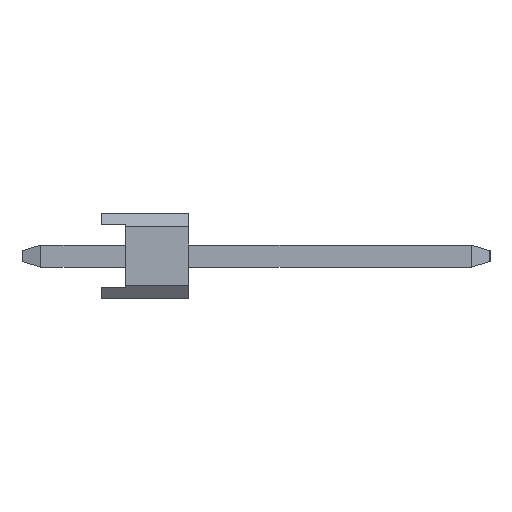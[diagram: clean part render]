
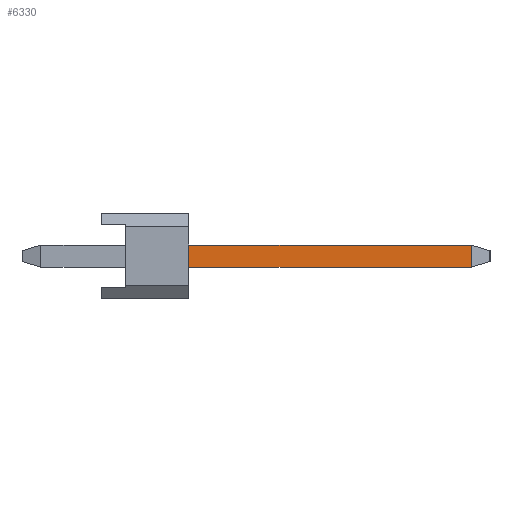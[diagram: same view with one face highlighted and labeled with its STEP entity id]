
A CAD part, left-side view. The second image highlights one B-rep face of the part: STEP entity #6330.
In plain terms, the highlighted planar face has unit normal (-1, 0, 0).
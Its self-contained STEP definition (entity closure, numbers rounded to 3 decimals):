
#3810=EDGE_CURVE('',#6804,#7146,#10056,.T.);
#4464=EDGE_CURVE('',#7146,#4852,#10778,.T.);
#4852=VERTEX_POINT('',#11203);
#5470=EDGE_CURVE('',#4852,#9150,#11874,.T.);
#6330=ADVANCED_FACE('',(#12810),#12811,.T.);
#6804=VERTEX_POINT('',#13334);
#7146=VERTEX_POINT('',#13725);
#9150=VERTEX_POINT('',#15938);
#9180=EDGE_CURVE('',#9150,#6804,#15972,.T.);
#10056=LINE('',#17188,#17189);
#10778=LINE('',#18248,#18249);
#11203=CARTESIAN_POINT('',(-24.45,-2.54,0.32));
#11874=LINE('',#19850,#19851);
#12810=FACE_OUTER_BOUND('',#21195,.T.);
#12811=PLANE('',#21196);
#13334=CARTESIAN_POINT('',(-24.45,-10.744,-0.32));
#13725=CARTESIAN_POINT('',(-24.45,-2.54,-0.32));
#15938=CARTESIAN_POINT('',(-24.45,-10.744,0.32));
#15972=LINE('',#25752,#25753);
#17188=CARTESIAN_POINT('',(-24.45,1.764,-0.32));
#17189=VECTOR('',#26826,1.0);
#18248=CARTESIAN_POINT('',(-24.45,-2.54,0.252));
#18249=VECTOR('',#27555,1.0);
#19850=CARTESIAN_POINT('',(-24.45,-4.49,0.32));
#19851=VECTOR('',#28548,1.0);
#21195=EDGE_LOOP('',(#29386,#29387,#29388,#29389));
#21196=AXIS2_PLACEMENT_3D('',#29390,#29391,#29392);
#25752=CARTESIAN_POINT('',(-24.45,-10.744,0.5));
#25753=VECTOR('',#32726,1.0);
#26826=DIRECTION('',(0.,1.0,0.));
#27555=DIRECTION('',(0.,0.,1.0));
#28548=DIRECTION('',(0.,-1.0,0.));
#29386=ORIENTED_EDGE('',*,*,#4464,.F.);
#29387=ORIENTED_EDGE('',*,*,#3810,.F.);
#29388=ORIENTED_EDGE('',*,*,#9180,.F.);
#29389=ORIENTED_EDGE('',*,*,#5470,.F.);
#29390=CARTESIAN_POINT('',(-24.45,1.764,0.5));
#29391=DIRECTION('',(-1.0,0.,0.));
#29392=DIRECTION('',(0.,1.0,0.));
#32726=DIRECTION('',(0.0,0.,-1.0));
